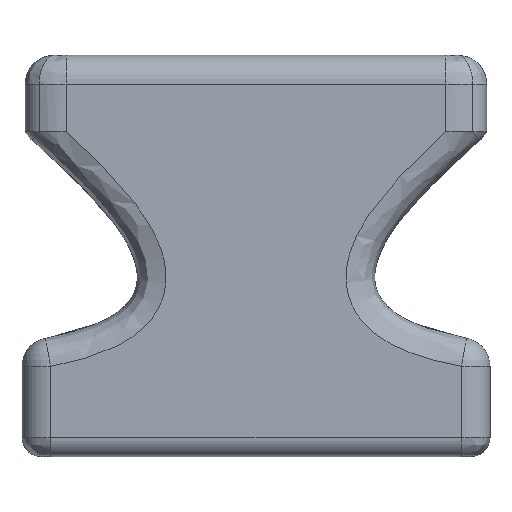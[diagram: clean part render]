
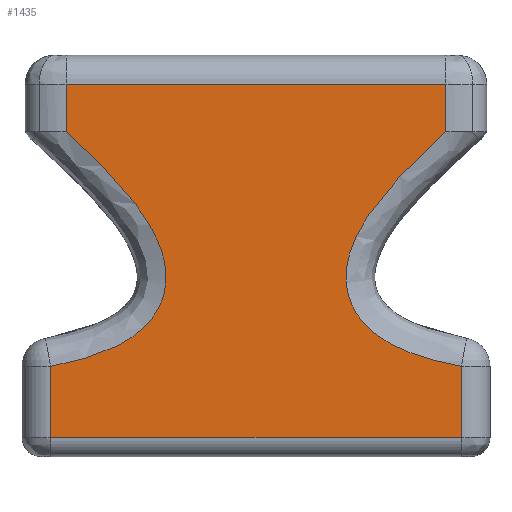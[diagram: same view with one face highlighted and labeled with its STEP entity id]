
A CAD part, front view. The second image highlights one B-rep face of the part: STEP entity #1435.
In plain terms, the highlighted planar face has unit normal (0, -1, 0).
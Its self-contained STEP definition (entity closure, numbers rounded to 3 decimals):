
#98=B_SPLINE_CURVE_WITH_KNOTS('',3,(#3368,#3369,#3370,#3371,#3372,#3373,
#3374,#3375,#3376,#3377,#3378,#3379,#3380),.UNSPECIFIED.,.F.,.F.,(4,1,1,
1,1,1,1,1,1,1,4),(-3.559,-3.234,-2.695,
-2.156,-1.886,-1.617,-1.347,
-1.078,-0.539,-0.269,0.),
 .UNSPECIFIED.);
#100=B_SPLINE_CURVE_WITH_KNOTS('',3,(#3399,#3400,#3401,#3402,#3403,#3404,
#3405,#3406,#3407,#3408,#3409,#3410),.UNSPECIFIED.,.F.,.F.,(4,1,1,1,1,1,
1,1,1,4),(-3.773,-3.234,-2.695,-2.425,
-2.156,-1.886,-1.617,-1.078,
-0.539,-0.214),.UNSPECIFIED.);
#140=PLANE('',#1561);
#221=FACE_OUTER_BOUND('',#319,.T.);
#319=EDGE_LOOP('',(#1200,#1201,#1202,#1203,#1204,#1205,#1206,#1207));
#355=LINE('',#1949,#445);
#408=LINE('',#3000,#498);
#424=LINE('',#3230,#514);
#426=LINE('',#3260,#516);
#429=LINE('',#3397,#519);
#430=LINE('',#3411,#520);
#445=VECTOR('',#1617,10.);
#498=VECTOR('',#1756,10.);
#514=VECTOR('',#1810,10.);
#516=VECTOR('',#1812,10.);
#519=VECTOR('',#1837,10.);
#520=VECTOR('',#1838,10.);
#594=VERTEX_POINT('',#1941);
#596=VERTEX_POINT('',#1947);
#672=VERTEX_POINT('',#2980);
#674=VERTEX_POINT('',#2996);
#688=VERTEX_POINT('',#3229);
#690=VERTEX_POINT('',#3252);
#695=VERTEX_POINT('',#3367);
#697=VERTEX_POINT('',#3398);
#723=EDGE_CURVE('',#596,#594,#355,.T.);
#830=EDGE_CURVE('',#672,#674,#408,.T.);
#863=EDGE_CURVE('',#688,#674,#424,.T.);
#867=EDGE_CURVE('',#690,#672,#426,.T.);
#877=EDGE_CURVE('',#688,#695,#98,.T.);
#880=EDGE_CURVE('',#695,#596,#429,.T.);
#881=EDGE_CURVE('',#697,#690,#100,.T.);
#882=EDGE_CURVE('',#594,#697,#430,.T.);
#1200=ORIENTED_EDGE('',*,*,#723,.F.);
#1201=ORIENTED_EDGE('',*,*,#880,.F.);
#1202=ORIENTED_EDGE('',*,*,#877,.F.);
#1203=ORIENTED_EDGE('',*,*,#863,.T.);
#1204=ORIENTED_EDGE('',*,*,#830,.F.);
#1205=ORIENTED_EDGE('',*,*,#867,.F.);
#1206=ORIENTED_EDGE('',*,*,#881,.F.);
#1207=ORIENTED_EDGE('',*,*,#882,.F.);
#1435=ADVANCED_FACE('',(#221),#140,.F.);
#1561=AXIS2_PLACEMENT_3D('',#3396,#1835,#1836);
#1617=DIRECTION('',(-1.,0.,0.));
#1756=DIRECTION('',(1.,0.,0.));
#1810=DIRECTION('',(0.,0.,1.));
#1812=DIRECTION('',(0.,0.,1.));
#1835=DIRECTION('center_axis',(0.,1.,0.));
#1836=DIRECTION('ref_axis',(1.,0.,0.));
#1837=DIRECTION('',(0.,0.,-1.));
#1838=DIRECTION('',(0.,0.,1.));
#1941=CARTESIAN_POINT('',(3.,0.,3.));
#1947=CARTESIAN_POINT('',(46.,0.,3.));
#1949=CARTESIAN_POINT('',(24.5,0.,3.));
#2980=CARTESIAN_POINT('',(4.619,0.,40.));
#2996=CARTESIAN_POINT('',(44.381,0.,40.));
#3000=CARTESIAN_POINT('',(24.5,0.,40.));
#3229=CARTESIAN_POINT('',(44.381,0.,35.));
#3230=CARTESIAN_POINT('',(44.381,0.,35.));
#3252=CARTESIAN_POINT('',(4.619,0.,35.));
#3260=CARTESIAN_POINT('',(4.619,0.,35.));
#3367=CARTESIAN_POINT('',(46.,0.,10.44));
#3368=CARTESIAN_POINT('Ctrl Pts',(44.381,0.,
35.));
#3369=CARTESIAN_POINT('Ctrl Pts',(43.57,0.,
34.283));
#3370=CARTESIAN_POINT('Ctrl Pts',(41.449,0.,
32.34));
#3371=CARTESIAN_POINT('Ctrl Pts',(38.199,0.,
28.979));
#3372=CARTESIAN_POINT('Ctrl Pts',(35.502,0.,
25.351));
#3373=CARTESIAN_POINT('Ctrl Pts',(34.107,0.,
22.015));
#3374=CARTESIAN_POINT('Ctrl Pts',(33.775,0.,
19.304));
#3375=CARTESIAN_POINT('Ctrl Pts',(34.453,0.,
16.64));
#3376=CARTESIAN_POINT('Ctrl Pts',(36.659,0.,
13.716));
#3377=CARTESIAN_POINT('Ctrl Pts',(39.939,0.,
12.032));
#3378=CARTESIAN_POINT('Ctrl Pts',(43.359,0.,
10.984));
#3379=CARTESIAN_POINT('Ctrl Pts',(45.117,0.,
10.604));
#3380=CARTESIAN_POINT('Ctrl Pts',(46.,0.,
10.44));
#3396=CARTESIAN_POINT('Origin',(24.5,0.,25.));
#3397=CARTESIAN_POINT('',(46.,0.,37.5));
#3398=CARTESIAN_POINT('',(3.,0.,10.44));
#3399=CARTESIAN_POINT('Ctrl Pts',(3.,0.,
10.44));
#3400=CARTESIAN_POINT('Ctrl Pts',(4.766,0.,
10.769));
#3401=CARTESIAN_POINT('Ctrl Pts',(8.257,0.,
11.616));
#3402=CARTESIAN_POINT('Ctrl Pts',(12.331,0.,
13.717));
#3403=CARTESIAN_POINT('Ctrl Pts',(14.547,0.,
16.641));
#3404=CARTESIAN_POINT('Ctrl Pts',(15.225,0.,
19.304));
#3405=CARTESIAN_POINT('Ctrl Pts',(14.893,0.,
22.015));
#3406=CARTESIAN_POINT('Ctrl Pts',(13.494,0.,
25.35));
#3407=CARTESIAN_POINT('Ctrl Pts',(10.806,0.,
28.979));
#3408=CARTESIAN_POINT('Ctrl Pts',(7.552,0.,
32.339));
#3409=CARTESIAN_POINT('Ctrl Pts',(5.43,0.,
34.283));
#3410=CARTESIAN_POINT('Ctrl Pts',(4.619,0.,
35.));
#3411=CARTESIAN_POINT('',(3.,0.,12.5));
